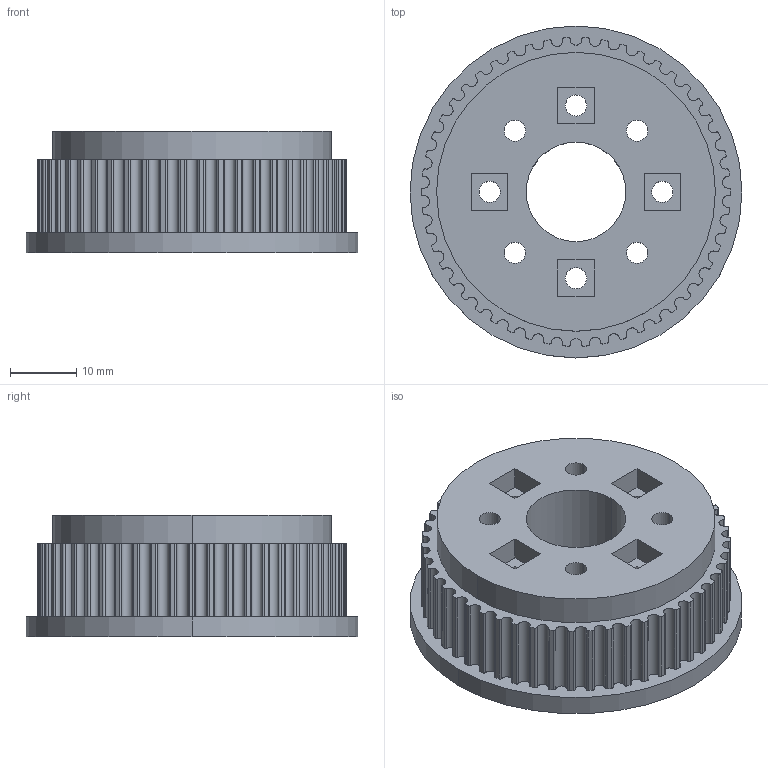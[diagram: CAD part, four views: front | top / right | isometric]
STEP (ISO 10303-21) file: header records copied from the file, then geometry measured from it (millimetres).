
FILE_DESCRIPTION (( 'STEP AP214' ), '1' );
FILE_NAME ('Arm2PulleyHigh.STEP', '2025-09-20T17:02:17', ( '' ), ( '' ), 'SwSTEP 2.0', 'SolidWorks 2025', '' );
FILE_SCHEMA (( 'AUTOMOTIVE_DESIGN' ));
Length unit declared in the file: millimetre
Products named in the file (1): Arm2PulleyHigh
Bounding box: 50 x 50 x 18.3 mm (x, y, z)
Volume: 24599.4 mm3; surface area: 9458.3 mm2
Topology: 1 solids, 1 shells, 321 faces, 927 edges, 618 vertices
Faces by surface type: cylinder 277, plane 44
Entity records: 10934 total; most frequent: DIRECTION 2125, CARTESIAN_POINT 1867, ORIENTED_EDGE 1854, EDGE_CURVE 927, AXIS2_PLACEMENT_3D 876, VERTEX_POINT 618, CIRCLE 554, LINE 373
